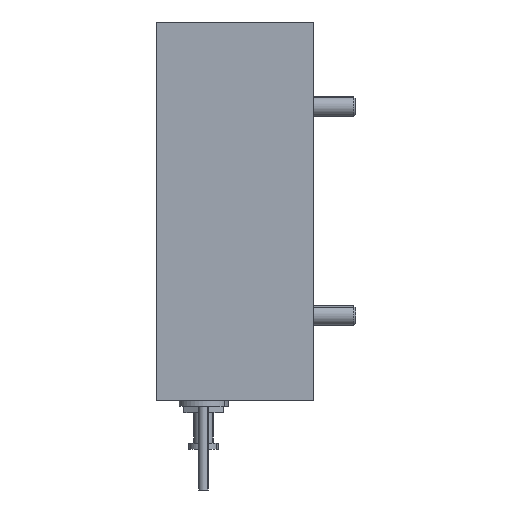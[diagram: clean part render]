
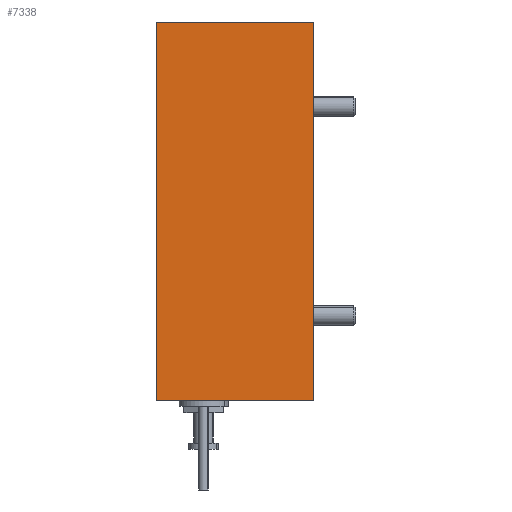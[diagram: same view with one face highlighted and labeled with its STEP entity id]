
A CAD part, left-side view. The second image highlights one B-rep face of the part: STEP entity #7338.
In plain terms, the highlighted planar face has unit normal (-1, 0, 0).
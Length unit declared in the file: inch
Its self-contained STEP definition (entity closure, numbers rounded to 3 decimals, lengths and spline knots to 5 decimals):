
#425 = CARTESIAN_POINT ( 'NONE',  ( -1.3, 0.5, 0.6 ) ) ;
#804 = ORIENTED_EDGE ( 'NONE', *, *, #17703, .F. ) ;
#1616 = ORIENTED_EDGE ( 'NONE', *, *, #2670, .T. ) ;
#1652 = DIRECTION ( 'NONE',  ( 0., -1., 0. ) ) ;
#2626 = CARTESIAN_POINT ( 'NONE',  ( -1.3, 0.5, 0.6 ) ) ;
#2670 = EDGE_CURVE ( 'NONE', #11925, #11376, #14855, .T. ) ;
#3093 = AXIS2_PLACEMENT_3D ( 'NONE', #425, #16436, #14660 ) ;
#3383 = VECTOR ( 'NONE', #15397, 39.37008 ) ;
#4056 = LINE ( 'NONE', #5820, #4939 ) ;
#4782 = ORIENTED_EDGE ( 'NONE', *, *, #6304, .F. ) ;
#4939 = VECTOR ( 'NONE', #1652, 39.37008 ) ;
#5195 = DIRECTION ( 'NONE',  ( 0., 0., 1. ) ) ;
#5271 = CARTESIAN_POINT ( 'NONE',  ( -1.3, 0., -0.6 ) ) ;
#5820 = CARTESIAN_POINT ( 'NONE',  ( -1.3, 0.5, 0.6 ) ) ;
#6002 = EDGE_LOOP ( 'NONE', ( #1616, #804, #4782, #10318 ) ) ;
#6304 = EDGE_CURVE ( 'NONE', #11271, #11253, #14080, .T. ) ;
#7338 = ADVANCED_FACE ( 'NONE', ( #16904 ), #15094, .F. ) ;
#7351 = CARTESIAN_POINT ( 'NONE',  ( -1.3, 0.5, -0.6 ) ) ;
#8788 = CARTESIAN_POINT ( 'NONE',  ( -1.3, 0.5, 0.6 ) ) ;
#9623 = CARTESIAN_POINT ( 'NONE',  ( -1.3, 0.5, -0.6 ) ) ;
#9733 = VECTOR ( 'NONE', #5195, 39.37008 ) ;
#10318 = ORIENTED_EDGE ( 'NONE', *, *, #16092, .T. ) ;
#10716 = VECTOR ( 'NONE', #13150, 39.37008 ) ;
#11253 = VERTEX_POINT ( 'NONE', #2626 ) ;
#11271 = VERTEX_POINT ( 'NONE', #9623 ) ;
#11376 = VERTEX_POINT ( 'NONE', #12433 ) ;
#11925 = VERTEX_POINT ( 'NONE', #5271 ) ;
#12433 = CARTESIAN_POINT ( 'NONE',  ( -1.3, 0., 0.6 ) ) ;
#12931 = LINE ( 'NONE', #7351, #3383 ) ;
#13150 = DIRECTION ( 'NONE',  ( 0., 0., 1. ) ) ;
#14080 = LINE ( 'NONE', #8788, #10716 ) ;
#14660 = DIRECTION ( 'NONE',  ( 0., 0., -1. ) ) ;
#14855 = LINE ( 'NONE', #16452, #9733 ) ;
#15094 = PLANE ( 'NONE',  #3093 ) ;
#15397 = DIRECTION ( 'NONE',  ( 0., -1., 0. ) ) ;
#16092 = EDGE_CURVE ( 'NONE', #11271, #11925, #12931, .T. ) ;
#16436 = DIRECTION ( 'NONE',  ( 1., 0., 0. ) ) ;
#16452 = CARTESIAN_POINT ( 'NONE',  ( -1.3, 0., 0.6 ) ) ;
#16904 = FACE_OUTER_BOUND ( 'NONE', #6002, .T. ) ;
#17703 = EDGE_CURVE ( 'NONE', #11253, #11376, #4056, .T. ) ;
